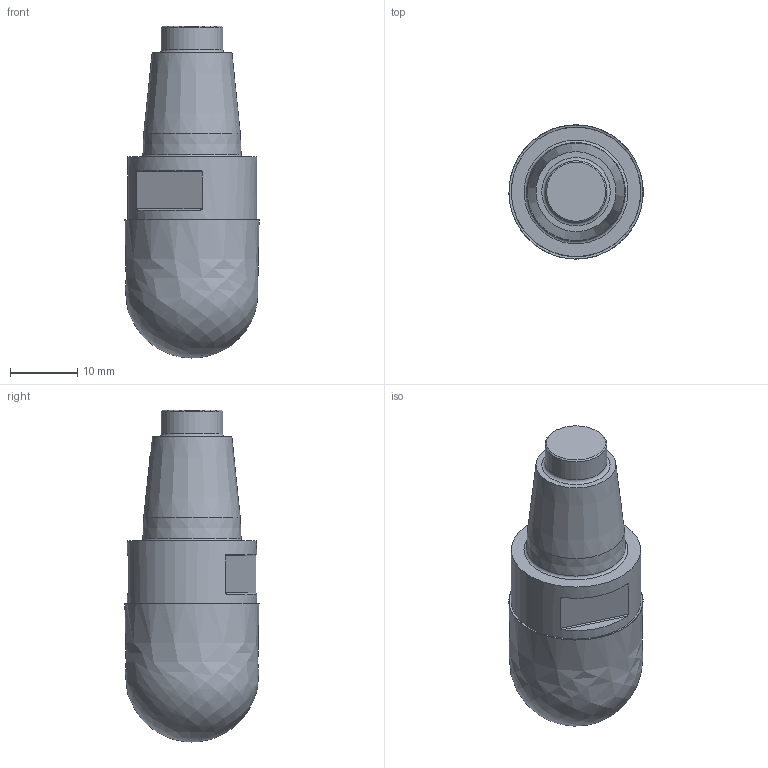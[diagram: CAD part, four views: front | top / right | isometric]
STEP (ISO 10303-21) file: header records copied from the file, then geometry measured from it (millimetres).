
FILE_DESCRIPTION(/* description */ (''),/* implementation_level */ '2;1');
FILE_NAME(/* name */ '1580292199851.stp',/* time_stamp */ '2020-01-29T15:33:33+05:00',/* author */ (''),/* organization */ ('SMS'),/* preprocessor_version */ 'ST-DEVELOPER v16.7',/* originating_system */ 'SIEMENS PLM Software NX 12.0',/* authorisation */ '');
FILE_SCHEMA (('AUTOMOTIVE_DESIGN { 1 0 10303 214 3 1 1 1 }'));
Length unit declared in the file: millimetre
Products named in the file (4): ASSEMBLY_CONSTRUCTION; 202038744mod000_00; 202357177mod000_00; 202357176mod000_00
Assembly tree (3 placements, depth 2):
  202357176mod000_00
    202357177mod000_00
    202038744mod000_00
    ASSEMBLY_CONSTRUCTION
Bounding box: 20 x 20.01 x 49.5 mm (x, y, z)
Volume: 13910.5 mm3; surface area: 4494.7 mm2
Topology: 2 solids, 2 shells, 33 faces, 73 edges, 56 vertices
Faces by surface type: plane 10, cylinder 7, cone 6, bspline 6, torus 3, sphere 1
Full cylindrical faces by diameter (mm): 9.2 x1, 18.4 x1, 19.3 x1
Entity records: 7321 total; most frequent: CARTESIAN_POINT 6528, DIRECTION 132, ORIENTED_EDGE 92, AXIS2_PLACEMENT_3D 60, EDGE_LOOP 56, EDGE_CURVE 46, FACE_BOUND 44, VERTEX_POINT 38
